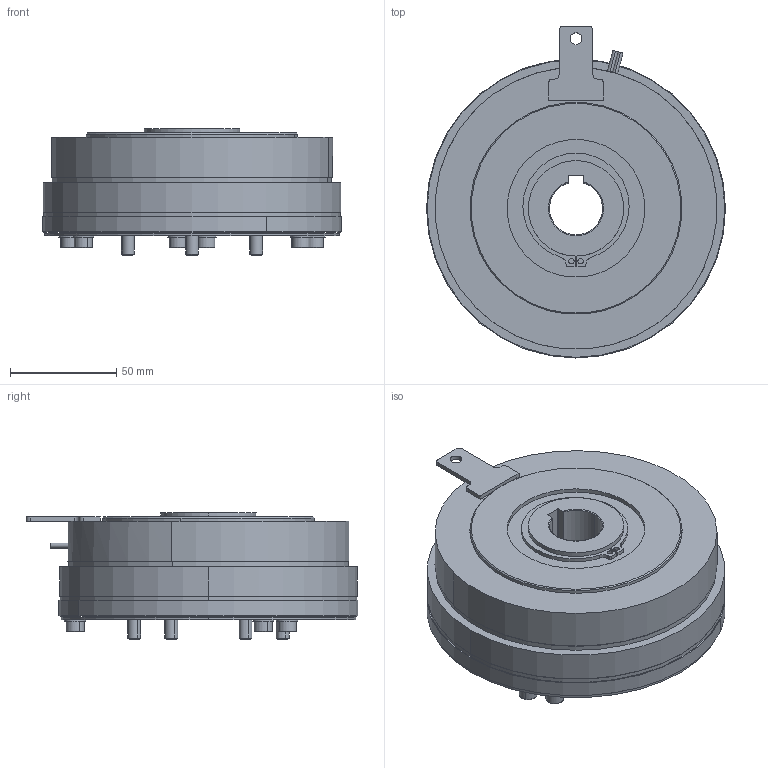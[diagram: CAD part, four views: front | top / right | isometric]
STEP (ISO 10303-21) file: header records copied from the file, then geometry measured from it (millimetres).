
FILE_DESCRIPTION (( 'STEP AP203' ), '1' );
FILE_NAME ('MMC 5E_23368900.STEP', '2016-05-26T01:11:23', ( ' ' ), ( '' ), 'SwSTEP 2.0', 'SolidWorks 2009', '' );
FILE_SCHEMA (( 'CONFIG_CONTROL_DESIGN' ));
Length unit declared in the file: millimetre
Products named in the file (1): MMC 5E_23368900
Bounding box: 141 x 156.5 x 59.7 mm (x, y, z)
Volume: 610580.1 mm3; surface area: 85117.5 mm2
Topology: 1 solids, 7 shells, 502 faces, 1159 edges, 704 vertices
Faces by surface type: plane 229, cylinder 171, cone 64, torus 38
Entity records: 14240 total; most frequent: DIRECTION 2685, CARTESIAN_POINT 2422, ORIENTED_EDGE 2270, EDGE_CURVE 1135, AXIS2_PLACEMENT_3D 1055, VERTEX_POINT 704, EDGE_LOOP 581, VECTOR 575
